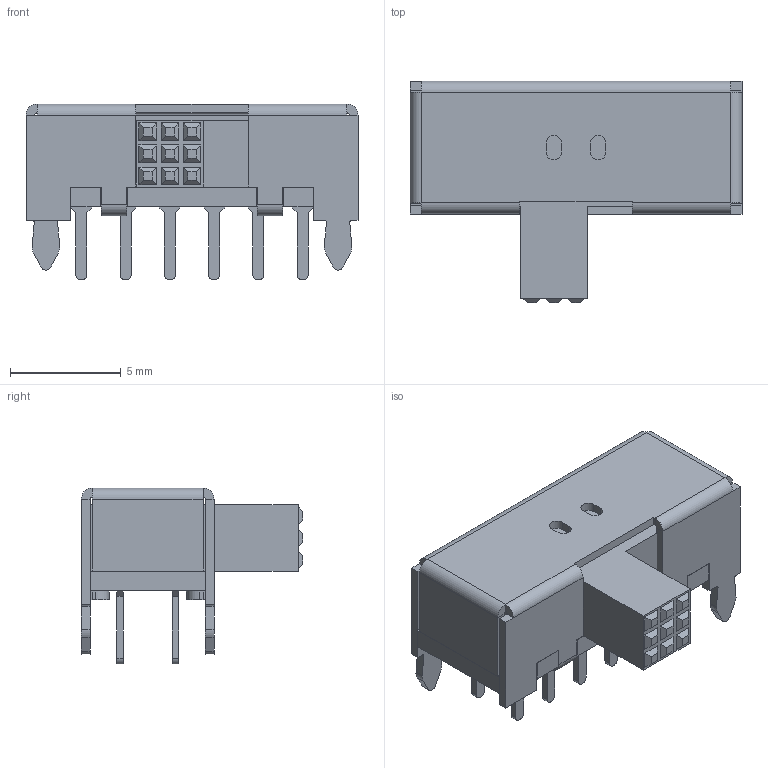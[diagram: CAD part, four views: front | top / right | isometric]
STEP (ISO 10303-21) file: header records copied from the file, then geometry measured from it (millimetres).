
FILE_DESCRIPTION(/* description */ ('MS4208 SERIES, 4mm ACTUATOR'),/* implementation_level */ '2;1');
FILE_NAME(/* name */ 'MS4208L4.stp',/* time_stamp */ '2022-04-18T08:29:29-05:00',/* author */ ('cnher'),/* organization */ (''),/* preprocessor_version */ 'ST-DEVELOPER v18.1',/* originating_system */ 'Autodesk Inventor 2021',/* authorisation */ '');
FILE_SCHEMA (('AUTOMOTIVE_DESIGN { 1 0 10303 214 3 1 1 }'));
Length unit declared in the file: millimetre
Products named in the file (5): MS4208L4; Base; Terminal; Actuator_L4; Frame
Assembly tree (15 placements, depth 2):
  MS4208L4
    Base
    Terminal  x12
    Actuator_L4
    Frame
Bounding box: 15 x 10 x 7.95 mm (x, y, z)
Volume: 339.9 mm3; surface area: 1222.5 mm2
Topology: 15 solids, 15 shells, 453 faces, 1170 edges, 756 vertices
Faces by surface type: plane 401, cylinder 52
Entity records: 9257 total; most frequent: CARTESIAN_POINT 1585, ORIENTED_EDGE 1548, DIRECTION 1494, EDGE_CURVE 774, LINE 692, VECTOR 692, VERTEX_POINT 492, AXIS2_PLACEMENT_3D 401
